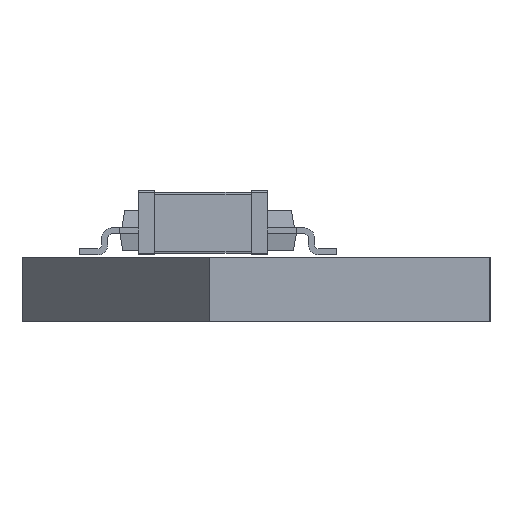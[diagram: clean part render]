
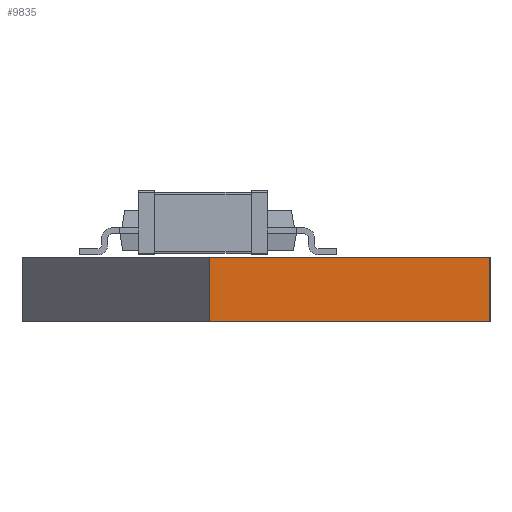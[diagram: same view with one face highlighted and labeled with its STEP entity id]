
A CAD part, left-side view. The second image highlights one B-rep face of the part: STEP entity #9835.
In plain terms, the highlighted planar face has unit normal (-1, 0, 0).
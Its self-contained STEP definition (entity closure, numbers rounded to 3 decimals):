
#9008 = VERTEX_POINT('',#9009);
#9009 = CARTESIAN_POINT('',(25.496,-20.995,0.));
#9015 = EDGE_CURVE('',#9016,#9008,#9018,.T.);
#9016 = VERTEX_POINT('',#9017);
#9017 = CARTESIAN_POINT('',(25.496,-27.995,0.));
#9018 = LINE('',#9019,#9020);
#9019 = CARTESIAN_POINT('',(25.496,-27.995,0.));
#9020 = VECTOR('',#9021,1.);
#9021 = DIRECTION('',(0.,1.,0.));
#9445 = VERTEX_POINT('',#9446);
#9446 = CARTESIAN_POINT('',(25.496,-20.995,1.6));
#9452 = EDGE_CURVE('',#9453,#9445,#9455,.T.);
#9453 = VERTEX_POINT('',#9454);
#9454 = CARTESIAN_POINT('',(25.496,-27.995,1.6));
#9455 = LINE('',#9456,#9457);
#9456 = CARTESIAN_POINT('',(25.496,-27.995,1.6));
#9457 = VECTOR('',#9458,1.);
#9458 = DIRECTION('',(0.,1.,0.));
#9825 = EDGE_CURVE('',#9016,#9453,#9826,.T.);
#9826 = LINE('',#9827,#9828);
#9827 = CARTESIAN_POINT('',(25.496,-27.995,0.));
#9828 = VECTOR('',#9829,1.);
#9829 = DIRECTION('',(0.,0.,1.));
#9835 = ADVANCED_FACE('',(#9836),#9847,.T.);
#9836 = FACE_BOUND('',#9837,.T.);
#9837 = EDGE_LOOP('',(#9838,#9839,#9840,#9846));
#9838 = ORIENTED_EDGE('',*,*,#9825,.T.);
#9839 = ORIENTED_EDGE('',*,*,#9452,.T.);
#9840 = ORIENTED_EDGE('',*,*,#9841,.F.);
#9841 = EDGE_CURVE('',#9008,#9445,#9842,.T.);
#9842 = LINE('',#9843,#9844);
#9843 = CARTESIAN_POINT('',(25.496,-20.995,0.));
#9844 = VECTOR('',#9845,1.);
#9845 = DIRECTION('',(0.,0.,1.));
#9846 = ORIENTED_EDGE('',*,*,#9015,.F.);
#9847 = PLANE('',#9848);
#9848 = AXIS2_PLACEMENT_3D('',#9849,#9850,#9851);
#9849 = CARTESIAN_POINT('',(25.496,-27.995,0.));
#9850 = DIRECTION('',(-1.,0.,0.));
#9851 = DIRECTION('',(0.,1.,0.));
